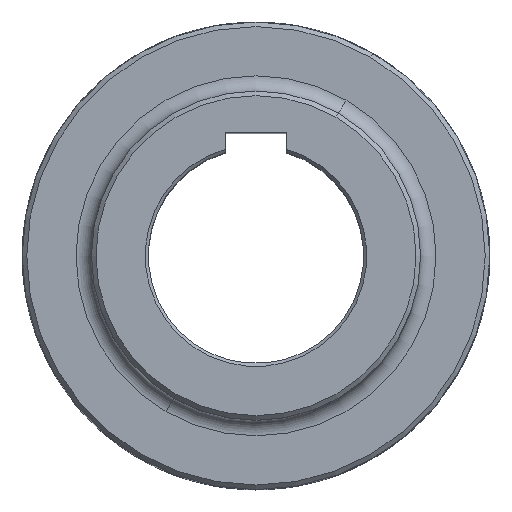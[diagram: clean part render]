
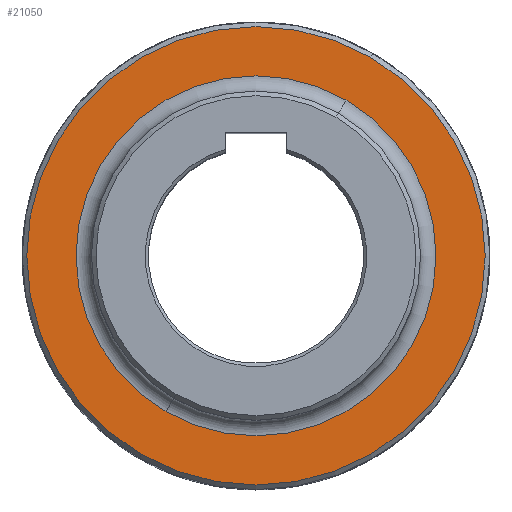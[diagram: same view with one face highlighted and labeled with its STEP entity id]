
A CAD part, top view. The second image highlights one B-rep face of the part: STEP entity #21050.
In plain terms, the highlighted planar face has unit normal (0, 0, 1).
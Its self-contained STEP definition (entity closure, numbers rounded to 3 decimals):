
#7284=CARTESIAN_POINT('',(0.,0.,32.5));
#7285=DIRECTION('',(0.,0.,1.));
#7286=DIRECTION('',(0.5,0.866,0.));
#7287=AXIS2_PLACEMENT_3D('',#7284,#7285,#7286);
#7289=CARTESIAN_POINT('',(0.,0.,32.5));
#7290=DIRECTION('',(0.,0.,-1.));
#7291=DIRECTION('',(0.5,0.866,0.));
#7292=AXIS2_PLACEMENT_3D('',#7289,#7290,#7291);
#7304=CARTESIAN_POINT('',(0.,0.,32.5));
#7305=DIRECTION('',(0.,0.,-1.));
#7306=DIRECTION('',(-0.5,-0.866,0.));
#7307=AXIS2_PLACEMENT_3D('',#7304,#7305,#7306);
#7324=CARTESIAN_POINT('',(0.,0.,32.5));
#7325=DIRECTION('',(0.,0.,1.));
#7326=DIRECTION('',(-0.5,-0.866,0.));
#7327=AXIS2_PLACEMENT_3D('',#7324,#7325,#7326);
#8549=CARTESIAN_POINT('',(-29.25,-50.662,32.5));
#8550=VERTEX_POINT('',#8549);
#8551=CARTESIAN_POINT('',(29.25,50.662,32.5));
#8552=VERTEX_POINT('',#8551);
#8557=CARTESIAN_POINT('',(-37.25,-64.519,32.5));
#8558=VERTEX_POINT('',#8557);
#8559=CARTESIAN_POINT('',(37.25,64.519,32.5));
#8560=VERTEX_POINT('',#8559);
#21035=CARTESIAN_POINT('',(0.,0.,32.5));
#21036=DIRECTION('',(0.,0.,-1.));
#21037=DIRECTION('',(0.,-1.,0.));
#21038=AXIS2_PLACEMENT_3D('',#21035,#21036,#21037);
#21039=PLANE('',#21038);
#21040=ORIENTED_EDGE('',*,*,#21017,.F.);
#21041=ORIENTED_EDGE('',*,*,#21028,.T.);
#21042=EDGE_LOOP('',(#21040,#21041));
#21043=FACE_OUTER_BOUND('',#21042,.F.);
#21045=ORIENTED_EDGE('',*,*,#21044,.F.);
#21047=ORIENTED_EDGE('',*,*,#21046,.T.);
#21048=EDGE_LOOP('',(#21045,#21047));
#21049=FACE_BOUND('',#21048,.F.);
#21050=ADVANCED_FACE('',(#21043,#21049),#21039,.F.);
#7288=CIRCLE('',#7287,74.5);
#7293=CIRCLE('',#7292,74.5);
#7308=CIRCLE('',#7307,58.5);
#7328=CIRCLE('',#7327,58.5);
#21017=EDGE_CURVE('',#8560,#8558,#7288,.T.);
#21028=EDGE_CURVE('',#8560,#8558,#7293,.T.);
#21044=EDGE_CURVE('',#8550,#8552,#7308,.T.);
#21046=EDGE_CURVE('',#8550,#8552,#7328,.T.);
